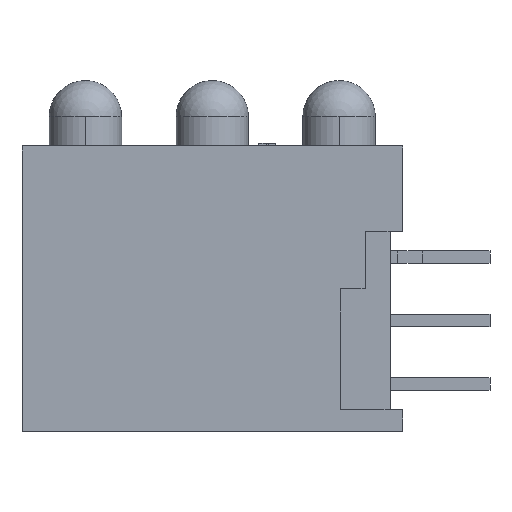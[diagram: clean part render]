
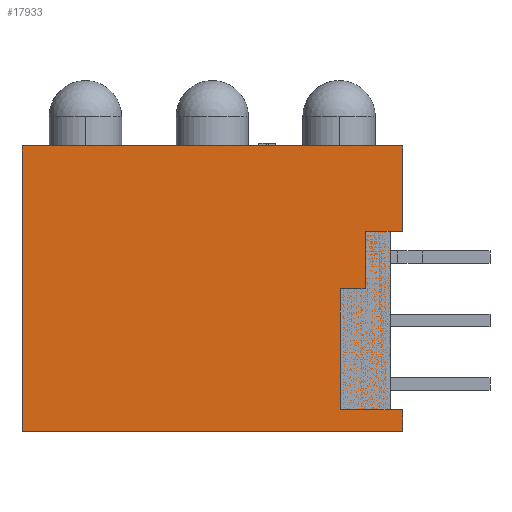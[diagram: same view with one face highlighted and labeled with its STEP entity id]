
A CAD part, left-side view. The second image highlights one B-rep face of the part: STEP entity #17933.
In plain terms, the highlighted planar face has unit normal (-1, 0, 0).
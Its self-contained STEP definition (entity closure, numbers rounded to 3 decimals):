
#1618 = CARTESIAN_POINT ( 'NONE',  ( -2.16, 7.62, 5.715 ) ) ;
#1619 = DIRECTION ( 'NONE',  ( 0., 0., -1. ) ) ;
#1620 = VECTOR ( 'NONE', #1619, 1000. ) ;
#1621 = CARTESIAN_POINT ( 'NONE',  ( -2.16, 7.62, -16.224 ) ) ;
#1622 = LINE ( 'NONE', #1621, #1620 ) ;
#1623 = CARTESIAN_POINT ( 'NONE',  ( -2.16, 7.62, -5.715 ) ) ;
#1740 = CARTESIAN_POINT ( 'NONE',  ( -2.16, -7.62, 5.715 ) ) ;
#1741 = DIRECTION ( 'NONE',  ( 0., -1., 0. ) ) ;
#1742 = VECTOR ( 'NONE', #1741, 1000. ) ;
#1743 = CARTESIAN_POINT ( 'NONE',  ( -2.16, -0.372, 5.715 ) ) ;
#1744 = LINE ( 'NONE', #1743, #1742 ) ;
#1745 = CARTESIAN_POINT ( 'NONE',  ( -2.16, -7.62, -5.715 ) ) ;
#1771 = DIRECTION ( 'NONE',  ( 0., 0., -1. ) ) ;
#1772 = VECTOR ( 'NONE', #1771, 1000. ) ;
#1773 = CARTESIAN_POINT ( 'NONE',  ( -2.16, -7.62, -16.224 ) ) ;
#1775 = LINE ( 'NONE', #1773, #1772 ) ;
#1890 = DIRECTION ( 'NONE',  ( 0., 0., -1. ) ) ;
#1891 = VECTOR ( 'NONE', #1890, 1000. ) ;
#1893 = CARTESIAN_POINT ( 'NONE',  ( -2.16, -7.62, -16.224 ) ) ;
#1895 = LINE ( 'NONE', #1893, #1891 ) ;
#1921 = FACE_OUTER_BOUND ( 'NONE', #17934, .T. ) ;
#1922 = DIRECTION ( 'NONE',  ( 0., -1., 0. ) ) ;
#1923 = VECTOR ( 'NONE', #1922, 1000. ) ;
#1924 = CARTESIAN_POINT ( 'NONE',  ( -2.16, -0.372, -5.715 ) ) ;
#1926 = LINE ( 'NONE', #1924, #1923 ) ;
#1959 = DIRECTION ( 'NONE',  ( 0., 0., -1. ) ) ;
#1960 = DIRECTION ( 'NONE',  ( 1., 0., 0. ) ) ;
#1961 = CARTESIAN_POINT ( 'NONE',  ( -2.16, -0.372, -16.224 ) ) ;
#1962 = AXIS2_PLACEMENT_3D ( 'NONE', #1961, #1960, #1959 ) ;
#1964 = PLANE ( 'NONE',  #1962 ) ;
#12990 = VERTEX_POINT ( 'NONE', #22200 ) ;
#13007 = EDGE_CURVE ( 'NONE', #13104, #12990, #22199, .T. ) ;
#13104 = VERTEX_POINT ( 'NONE', #22195 ) ;
#17001 = CARTESIAN_POINT ( 'NONE',  ( -2.16, -0.372, 2.295 ) ) ;
#17002 = LINE ( 'NONE', #17001, #17047 ) ;
#17041 = CARTESIAN_POINT ( 'NONE',  ( -2.16, -7.62, 2.295 ) ) ;
#17046 = DIRECTION ( 'NONE',  ( 0., 1., 0. ) ) ;
#17047 = VECTOR ( 'NONE', #17046, 1000. ) ;
#17070 = VERTEX_POINT ( 'NONE', #22780 ) ;
#17096 = EDGE_CURVE ( 'NONE', #12990, #17070, #22832, .T. ) ;
#17806 = VERTEX_POINT ( 'NONE', #1623 ) ;
#17808 = EDGE_CURVE ( 'NONE', #17809, #17806, #1622, .T. ) ;
#17809 = VERTEX_POINT ( 'NONE', #1618 ) ;
#17864 = VERTEX_POINT ( 'NONE', #1745 ) ;
#17866 = EDGE_CURVE ( 'NONE', #17809, #17867, #1744, .T. ) ;
#17867 = VERTEX_POINT ( 'NONE', #1740 ) ;
#17876 = EDGE_CURVE ( 'NONE', #17867, #23638, #1775, .T. ) ;
#17910 = ORIENTED_EDGE ( 'NONE', *, *, #17808, .T. ) ;
#17911 = ORIENTED_EDGE ( 'NONE', *, *, #17931, .T. ) ;
#17912 = ORIENTED_EDGE ( 'NONE', *, *, #17924, .F. ) ;
#17913 = ORIENTED_EDGE ( 'NONE', *, *, #17096, .F. ) ;
#17914 = ORIENTED_EDGE ( 'NONE', *, *, #13007, .F. ) ;
#17915 = ORIENTED_EDGE ( 'NONE', *, *, #23633, .F. ) ;
#17916 = ORIENTED_EDGE ( 'NONE', *, *, #17876, .F. ) ;
#17917 = ORIENTED_EDGE ( 'NONE', *, *, #17866, .F. ) ;
#17924 = EDGE_CURVE ( 'NONE', #17070, #17864, #1895, .T. ) ;
#17931 = EDGE_CURVE ( 'NONE', #17806, #17864, #1926, .T. ) ;
#17933 = ADVANCED_FACE ( 'NONE', ( #1921 ), #1964, .F. ) ;
#17934 = EDGE_LOOP ( 'NONE', ( #17910, #17911, #17912, #17913, #17914, #17915, #17916, #17917 ) ) ;
#22195 = CARTESIAN_POINT ( 'NONE',  ( -2.16, -7.12, 2.295 ) ) ;
#22196 = DIRECTION ( 'NONE',  ( 0., 0., -1. ) ) ;
#22197 = VECTOR ( 'NONE', #22196, 1000. ) ;
#22198 = CARTESIAN_POINT ( 'NONE',  ( -2.16, -7.12, -16.224 ) ) ;
#22199 = LINE ( 'NONE', #22198, #22197 ) ;
#22200 = CARTESIAN_POINT ( 'NONE',  ( -2.16, -7.12, -4.845 ) ) ;
#22780 = CARTESIAN_POINT ( 'NONE',  ( -2.16, -7.62, -4.845 ) ) ;
#22829 = DIRECTION ( 'NONE',  ( 0., -1., 0. ) ) ;
#22830 = VECTOR ( 'NONE', #22829, 1000. ) ;
#22831 = CARTESIAN_POINT ( 'NONE',  ( -2.16, -0.372, -4.845 ) ) ;
#22832 = LINE ( 'NONE', #22831, #22830 ) ;
#23633 = EDGE_CURVE ( 'NONE', #23638, #13104, #17002, .T. ) ;
#23638 = VERTEX_POINT ( 'NONE', #17041 ) ;
